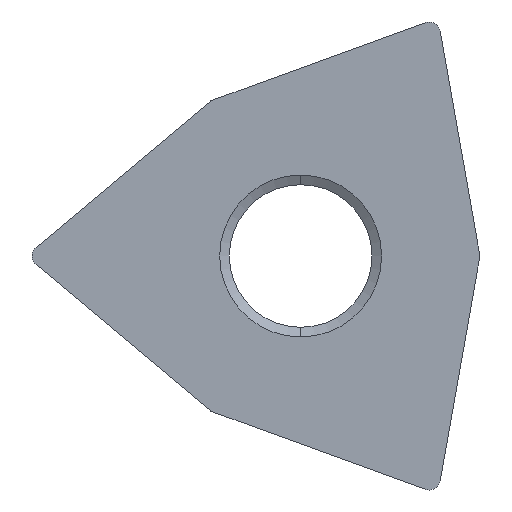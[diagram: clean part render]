
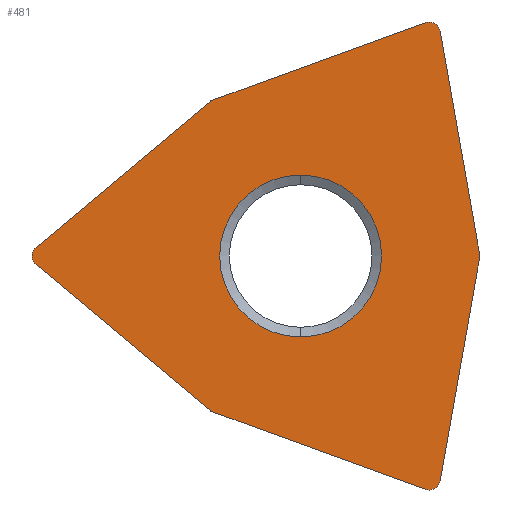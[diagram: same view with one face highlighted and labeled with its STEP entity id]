
A CAD part, left-side view. The second image highlights one B-rep face of the part: STEP entity #481.
In plain terms, the highlighted planar face has unit normal (-1, 0, 0).
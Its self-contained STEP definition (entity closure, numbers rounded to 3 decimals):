
#9=DIRECTION('',(0.,0.174,-0.985));
#10=VECTOR('',#9,8.175);
#11=CARTESIAN_POINT('',(0.,-1.502,8.521));
#12=LINE('',#11,#10);
#17=CARTESIAN_POINT('',(0.,0.311,0.539));
#18=DIRECTION('',(-1.,0.,0.));
#19=DIRECTION('',(0.,0.342,-0.94));
#20=AXIS2_PLACEMENT_3D('',#17,#18,#19);
#25=DIRECTION('',(0.,0.94,0.342));
#26=VECTOR('',#25,8.175);
#27=CARTESIAN_POINT('',(0.,0.448,0.163));
#28=LINE('',#27,#26);
#32=CARTESIAN_POINT('',(0.,8.062,3.147));
#33=DIRECTION('',(1.,0.,0.));
#34=DIRECTION('',(0.,0.342,-0.94));
#35=AXIS2_PLACEMENT_3D('',#32,#33,#34);
#40=DIRECTION('',(0.,0.766,0.643));
#41=VECTOR('',#40,8.175);
#42=CARTESIAN_POINT('',(0.,8.19,2.994));
#43=LINE('',#42,#41);
#47=CARTESIAN_POINT('',(0.,14.196,8.555));
#48=DIRECTION('',(-1.,0.,0.));
#49=DIRECTION('',(0.,0.643,0.766));
#50=AXIS2_PLACEMENT_3D('',#47,#48,#49);
#55=DIRECTION('',(0.,-0.766,0.643));
#56=VECTOR('',#55,8.175);
#57=CARTESIAN_POINT('',(0.,14.453,8.862));
#58=LINE('',#57,#56);
#62=CARTESIAN_POINT('',(0.,8.062,13.964));
#63=DIRECTION('',(1.,0.,0.));
#64=DIRECTION('',(0.,0.643,0.766));
#65=AXIS2_PLACEMENT_3D('',#62,#63,#64);
#70=DIRECTION('',(0.,-0.94,0.342));
#71=VECTOR('',#70,8.175);
#72=CARTESIAN_POINT('',(0.,8.13,14.151));
#73=LINE('',#72,#71);
#77=CARTESIAN_POINT('',(0.,0.311,16.572));
#78=DIRECTION('',(-1.,0.,0.));
#79=DIRECTION('',(0.,-0.985,0.174));
#80=AXIS2_PLACEMENT_3D('',#77,#78,#79);
#85=DIRECTION('',(0.,-0.174,-0.985));
#86=VECTOR('',#85,8.175);
#87=CARTESIAN_POINT('',(0.,-0.083,16.641));
#88=LINE('',#87,#86);
#92=CARTESIAN_POINT('',(0.,-1.305,8.555));
#93=DIRECTION('',(1.,0.,0.));
#94=DIRECTION('',(0.,-0.985,0.174));
#95=AXIS2_PLACEMENT_3D('',#92,#93,#94);
#100=CARTESIAN_POINT('',(0.,4.939,8.555));
#101=DIRECTION('',(1.,0.,0.));
#102=DIRECTION('',(0.,0.,-1.));
#103=AXIS2_PLACEMENT_3D('',#100,#101,#102);
#108=CARTESIAN_POINT('',(0.,4.939,8.555));
#109=DIRECTION('',(1.,0.,0.));
#110=DIRECTION('',(0.,0.,1.));
#111=AXIS2_PLACEMENT_3D('',#108,#109,#110);
#380=CARTESIAN_POINT('',(0.,4.939,5.644));
#381=CARTESIAN_POINT('',(0.,4.939,11.467));
#382=VERTEX_POINT('',#380);
#383=VERTEX_POINT('',#381);
#396=CARTESIAN_POINT('',(0.,-1.502,8.521));
#397=CARTESIAN_POINT('',(0.,-0.083,0.469));
#398=VERTEX_POINT('',#396);
#399=VERTEX_POINT('',#397);
#400=CARTESIAN_POINT('',(0.,-0.083,16.641));
#401=CARTESIAN_POINT('',(0.,-1.502,8.59));
#402=VERTEX_POINT('',#400);
#403=VERTEX_POINT('',#401);
#404=CARTESIAN_POINT('',(0.,8.13,14.151));
#405=CARTESIAN_POINT('',(0.,0.448,16.948));
#406=VERTEX_POINT('',#404);
#407=VERTEX_POINT('',#405);
#408=CARTESIAN_POINT('',(0.,14.453,8.862));
#409=CARTESIAN_POINT('',(0.,8.19,14.117));
#410=VERTEX_POINT('',#408);
#411=VERTEX_POINT('',#409);
#412=CARTESIAN_POINT('',(0.,8.19,2.994));
#413=CARTESIAN_POINT('',(0.,14.453,8.249));
#414=VERTEX_POINT('',#412);
#415=VERTEX_POINT('',#413);
#416=CARTESIAN_POINT('',(0.,0.448,0.163));
#417=CARTESIAN_POINT('',(0.,8.13,2.959));
#418=VERTEX_POINT('',#416);
#419=VERTEX_POINT('',#417);
#444=CARTESIAN_POINT('',(0.,0.,0.));
#445=DIRECTION('',(-1.,0.,0.));
#446=DIRECTION('',(0.,0.,1.));
#447=AXIS2_PLACEMENT_3D('',#444,#445,#446);
#448=PLANE('',#447);
#450=ORIENTED_EDGE('',*,*,#449,.T.);
#452=ORIENTED_EDGE('',*,*,#451,.F.);
#454=ORIENTED_EDGE('',*,*,#453,.T.);
#456=ORIENTED_EDGE('',*,*,#455,.T.);
#458=ORIENTED_EDGE('',*,*,#457,.T.);
#460=ORIENTED_EDGE('',*,*,#459,.F.);
#462=ORIENTED_EDGE('',*,*,#461,.T.);
#464=ORIENTED_EDGE('',*,*,#463,.T.);
#466=ORIENTED_EDGE('',*,*,#465,.T.);
#468=ORIENTED_EDGE('',*,*,#467,.F.);
#470=ORIENTED_EDGE('',*,*,#469,.T.);
#472=ORIENTED_EDGE('',*,*,#471,.T.);
#473=EDGE_LOOP('',(#450,#452,#454,#456,#458,#460,#462,#464,#466,#468,#470,
#472));
#474=FACE_OUTER_BOUND('',#473,.F.);
#476=ORIENTED_EDGE('',*,*,#475,.F.);
#478=ORIENTED_EDGE('',*,*,#477,.F.);
#479=EDGE_LOOP('',(#476,#478));
#480=FACE_BOUND('',#479,.F.);
#21=CIRCLE('',#20,0.4);
#36=CIRCLE('',#35,0.2);
#51=CIRCLE('',#50,0.4);
#66=CIRCLE('',#65,0.2);
#81=CIRCLE('',#80,0.4);
#96=CIRCLE('',#95,0.2);
#104=CIRCLE('',#103,2.911);
#112=CIRCLE('',#111,2.911);
#449=EDGE_CURVE('',#398,#399,#12,.T.);
#451=EDGE_CURVE('',#418,#399,#21,.T.);
#453=EDGE_CURVE('',#418,#419,#28,.T.);
#455=EDGE_CURVE('',#419,#414,#36,.T.);
#457=EDGE_CURVE('',#414,#415,#43,.T.);
#459=EDGE_CURVE('',#410,#415,#51,.T.);
#461=EDGE_CURVE('',#410,#411,#58,.T.);
#463=EDGE_CURVE('',#411,#406,#66,.T.);
#465=EDGE_CURVE('',#406,#407,#73,.T.);
#467=EDGE_CURVE('',#402,#407,#81,.T.);
#469=EDGE_CURVE('',#402,#403,#88,.T.);
#471=EDGE_CURVE('',#403,#398,#96,.T.);
#475=EDGE_CURVE('',#382,#383,#104,.T.);
#477=EDGE_CURVE('',#383,#382,#112,.T.);
#481=ADVANCED_FACE('',(#474,#480),#448,.T.);
